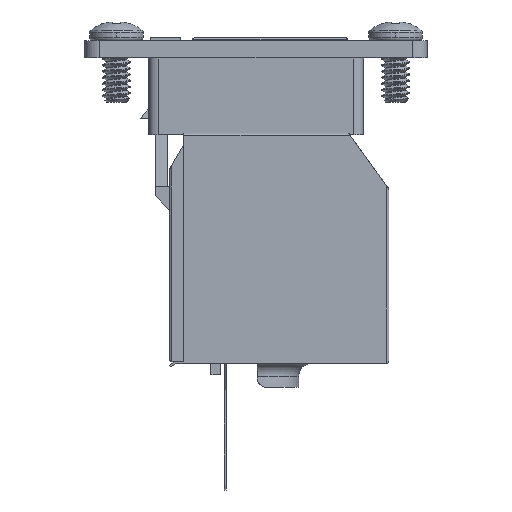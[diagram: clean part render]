
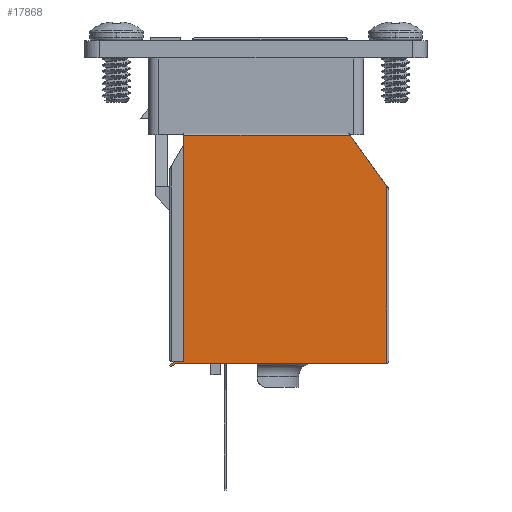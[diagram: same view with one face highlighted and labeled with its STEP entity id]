
A CAD part, left-side view. The second image highlights one B-rep face of the part: STEP entity #17868.
In plain terms, the highlighted face is planar.
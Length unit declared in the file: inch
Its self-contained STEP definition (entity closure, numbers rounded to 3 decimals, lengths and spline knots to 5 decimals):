
#1182 = CARTESIAN_POINT ( 'NONE',  ( 0.4783, -0.05906, 0.47244 ) ) ;
#2770 = ORIENTED_EDGE ( 'NONE', *, *, #15048, .T. ) ;
#2895 = ORIENTED_EDGE ( 'NONE', *, *, #34051, .T. ) ;
#3101 = CARTESIAN_POINT ( 'NONE',  ( 0.48522, -0.05506, 0.47244 ) ) ;
#3151 = EDGE_CURVE ( 'NONE', #21067, #32654, #31167, .T. ) ;
#3649 = EDGE_LOOP ( 'NONE', ( #2770, #4163, #25163, #10384, #33118, #16234, #33588, #19244, #2895 ) ) ;
#3798 = DIRECTION ( 'NONE',  ( -0.812, -0.584, 0. ) ) ;
#4163 = ORIENTED_EDGE ( 'NONE', *, *, #3151, .F. ) ;
#4276 = DIRECTION ( 'NONE',  ( 1., 0., 0. ) ) ;
#4329 = CARTESIAN_POINT ( 'NONE',  ( 0.4783, -0.05906, 0.47244 ) ) ;
#4330 = VECTOR ( 'NONE', #12033, 39.37008 ) ;
#5562 = DIRECTION ( 'NONE',  ( -1., 0., 0. ) ) ;
#5587 = PLANE ( 'NONE',  #9284 ) ;
#5717 = VERTEX_POINT ( 'NONE', #20622 ) ;
#6059 = EDGE_CURVE ( 'NONE', #5717, #6298, #12635, .T. ) ;
#6298 = VERTEX_POINT ( 'NONE', #11028 ) ;
#6594 = VECTOR ( 'NONE', #5562, 39.37008 ) ;
#6786 = CARTESIAN_POINT ( 'NONE',  ( 0.47047, -0.0295, 0.47244 ) ) ;
#7180 = VECTOR ( 'NONE', #16193, 39.37008 ) ;
#7185 = VERTEX_POINT ( 'NONE', #26354 ) ;
#7377 = LINE ( 'NONE', #29258, #29378 ) ;
#8157 = FACE_OUTER_BOUND ( 'NONE', #3649, .T. ) ;
#8820 = EDGE_CURVE ( 'NONE', #16998, #19078, #14457, .T. ) ;
#9284 = AXIS2_PLACEMENT_3D ( 'NONE', #21689, #32589, #32378 ) ;
#9363 = CARTESIAN_POINT ( 'NONE',  ( -0.46247, 0., 0.47244 ) ) ;
#9614 = VECTOR ( 'NONE', #26228, 39.37008 ) ;
#10249 = DIRECTION ( 'NONE',  ( 0.866, 0.5, 0. ) ) ;
#10384 = ORIENTED_EDGE ( 'NONE', *, *, #6059, .T. ) ;
#11028 = CARTESIAN_POINT ( 'NONE',  ( -0.46247, 0.68005, 0.47244 ) ) ;
#11562 = CARTESIAN_POINT ( 'NONE',  ( 0.46247, -0.03165, 0.47244 ) ) ;
#12033 = DIRECTION ( 'NONE',  ( 0.5, -0.866, 0. ) ) ;
#12484 = EDGE_CURVE ( 'NONE', #7185, #16998, #13096, .T. ) ;
#12635 = LINE ( 'NONE', #24949, #32088 ) ;
#13096 = LINE ( 'NONE', #26637, #7180 ) ;
#13280 = DIRECTION ( 'NONE',  ( 0., -1., 0. ) ) ;
#14457 = LINE ( 'NONE', #1182, #4330 ) ;
#14501 = VECTOR ( 'NONE', #4276, 39.37008 ) ;
#14670 = CARTESIAN_POINT ( 'NONE',  ( -0.47047, 0., 0.47244 ) ) ;
#15048 = EDGE_CURVE ( 'NONE', #26659, #32654, #19676, .T. ) ;
#15303 = DIRECTION ( 'NONE',  ( -0.5, 0.866, 0. ) ) ;
#15350 = CARTESIAN_POINT ( 'NONE',  ( 0.47047, 0.83858, 0.47244 ) ) ;
#16193 = DIRECTION ( 'NONE',  ( 0., -1., 0. ) ) ;
#16234 = ORIENTED_EDGE ( 'NONE', *, *, #18200, .T. ) ;
#16317 = VECTOR ( 'NONE', #10249, 39.37008 ) ;
#16998 = VERTEX_POINT ( 'NONE', #11562 ) ;
#17868 = ADVANCED_FACE ( 'NONE', ( #8157 ), #5587, .F. ) ;
#18200 = EDGE_CURVE ( 'NONE', #31986, #7185, #21722, .T. ) ;
#19078 = VERTEX_POINT ( 'NONE', #4329 ) ;
#19244 = ORIENTED_EDGE ( 'NONE', *, *, #8820, .T. ) ;
#19676 = LINE ( 'NONE', #6786, #29400 ) ;
#20622 = CARTESIAN_POINT ( 'NONE',  ( -0.25325, 0.83058, 0.47244 ) ) ;
#20887 = CARTESIAN_POINT ( 'NONE',  ( 0.48522, -0.05506, 0.47244 ) ) ;
#21067 = VERTEX_POINT ( 'NONE', #28283 ) ;
#21689 = CARTESIAN_POINT ( 'NONE',  ( -0.47047, 0.83858, 0.47244 ) ) ;
#21722 = LINE ( 'NONE', #14670, #14501 ) ;
#21776 = CARTESIAN_POINT ( 'NONE',  ( -0.47047, 0.83058, 0.47244 ) ) ;
#23137 = CARTESIAN_POINT ( 'NONE',  ( 0.47047, -0.0295, 0.47244 ) ) ;
#24258 = EDGE_CURVE ( 'NONE', #6298, #31986, #7377, .T. ) ;
#24949 = CARTESIAN_POINT ( 'NONE',  ( -0.24213, 0.83858, 0.47244 ) ) ;
#25163 = ORIENTED_EDGE ( 'NONE', *, *, #26608, .T. ) ;
#26228 = DIRECTION ( 'NONE',  ( 0., -1., 0. ) ) ;
#26354 = CARTESIAN_POINT ( 'NONE',  ( 0.46247, 0., 0.47244 ) ) ;
#26608 = EDGE_CURVE ( 'NONE', #21067, #5717, #28625, .T. ) ;
#26637 = CARTESIAN_POINT ( 'NONE',  ( 0.46247, -0.03165, 0.47244 ) ) ;
#26659 = VERTEX_POINT ( 'NONE', #3101 ) ;
#28162 = LINE ( 'NONE', #20887, #16317 ) ;
#28283 = CARTESIAN_POINT ( 'NONE',  ( 0.47047, 0.83058, 0.47244 ) ) ;
#28625 = LINE ( 'NONE', #21776, #6594 ) ;
#29258 = CARTESIAN_POINT ( 'NONE',  ( -0.46247, 0.83858, 0.47244 ) ) ;
#29378 = VECTOR ( 'NONE', #13280, 39.37008 ) ;
#29400 = VECTOR ( 'NONE', #15303, 39.37008 ) ;
#31167 = LINE ( 'NONE', #15350, #9614 ) ;
#31986 = VERTEX_POINT ( 'NONE', #9363 ) ;
#32088 = VECTOR ( 'NONE', #3798, 39.37008 ) ;
#32378 = DIRECTION ( 'NONE',  ( -1., 0., 0. ) ) ;
#32589 = DIRECTION ( 'NONE',  ( 0., 0., -1. ) ) ;
#32654 = VERTEX_POINT ( 'NONE', #23137 ) ;
#33118 = ORIENTED_EDGE ( 'NONE', *, *, #24258, .T. ) ;
#33588 = ORIENTED_EDGE ( 'NONE', *, *, #12484, .T. ) ;
#34051 = EDGE_CURVE ( 'NONE', #19078, #26659, #28162, .T. ) ;
